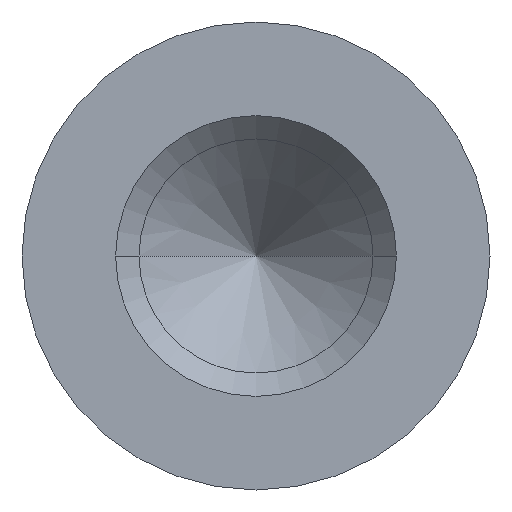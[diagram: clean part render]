
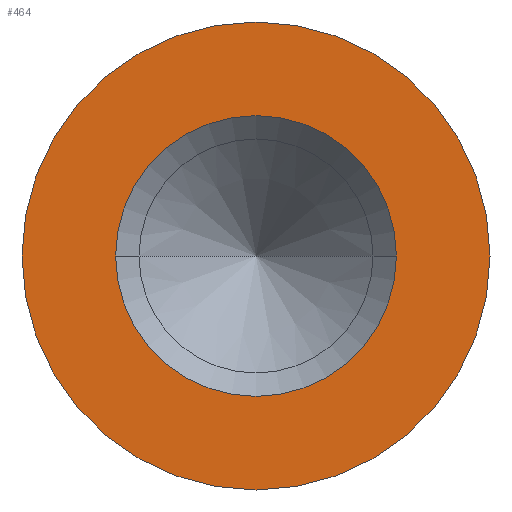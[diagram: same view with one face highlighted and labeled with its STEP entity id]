
A CAD part, front view. The second image highlights one B-rep face of the part: STEP entity #464.
In plain terms, the highlighted planar face has unit normal (0, -1, 0).
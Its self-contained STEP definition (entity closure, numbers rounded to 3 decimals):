
#181=CARTESIAN_POINT('',(0.,-23.,0.));
#182=DIRECTION('',(0.,1.,0.));
#183=DIRECTION('',(1.,0.,0.));
#184=AXIS2_PLACEMENT_3D('',#181,#182,#183);
#189=CARTESIAN_POINT('',(0.,-23.,0.));
#190=DIRECTION('',(0.,1.,0.));
#191=DIRECTION('',(-1.,0.,0.));
#192=AXIS2_PLACEMENT_3D('',#189,#190,#191);
#197=CARTESIAN_POINT('',(0.,-23.,0.));
#198=DIRECTION('',(0.,1.,0.));
#199=DIRECTION('',(1.,0.,0.));
#200=AXIS2_PLACEMENT_3D('',#197,#198,#199);
#212=CARTESIAN_POINT('',(0.,-23.,0.));
#213=DIRECTION('',(0.,-1.,0.));
#214=DIRECTION('',(1.,0.,0.));
#215=AXIS2_PLACEMENT_3D('',#212,#213,#214);
#356=CARTESIAN_POINT('',(6.,-23.,0.));
#358=VERTEX_POINT('',#356);
#360=CARTESIAN_POINT('',(-6.,-23.,0.));
#362=VERTEX_POINT('',#360);
#384=CARTESIAN_POINT('',(3.6,-23.,0.));
#385=CARTESIAN_POINT('',(-3.6,-23.,0.));
#386=VERTEX_POINT('',#384);
#387=VERTEX_POINT('',#385);
#448=CARTESIAN_POINT('',(0.,-23.,0.));
#449=DIRECTION('',(0.,1.,0.));
#450=DIRECTION('',(1.,0.,0.));
#451=AXIS2_PLACEMENT_3D('',#448,#449,#450);
#452=PLANE('',#451);
#454=ORIENTED_EDGE('',*,*,#453,.T.);
#456=ORIENTED_EDGE('',*,*,#455,.F.);
#457=EDGE_LOOP('',(#454,#456));
#458=FACE_OUTER_BOUND('',#457,.F.);
#460=ORIENTED_EDGE('',*,*,#459,.F.);
#461=ORIENTED_EDGE('',*,*,#438,.F.);
#462=EDGE_LOOP('',(#460,#461));
#463=FACE_BOUND('',#462,.F.);
#464=ADVANCED_FACE('',(#458,#463),#452,.F.);
#185=CIRCLE('',#184,3.6);
#193=CIRCLE('',#192,3.6);
#201=CIRCLE('',#200,6.);
#216=CIRCLE('',#215,6.);
#438=EDGE_CURVE('',#387,#386,#193,.T.);
#453=EDGE_CURVE('',#358,#362,#201,.T.);
#455=EDGE_CURVE('',#358,#362,#216,.T.);
#459=EDGE_CURVE('',#386,#387,#185,.T.);
